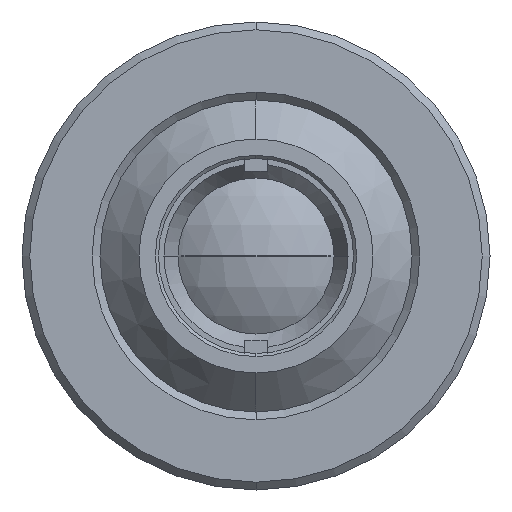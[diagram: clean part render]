
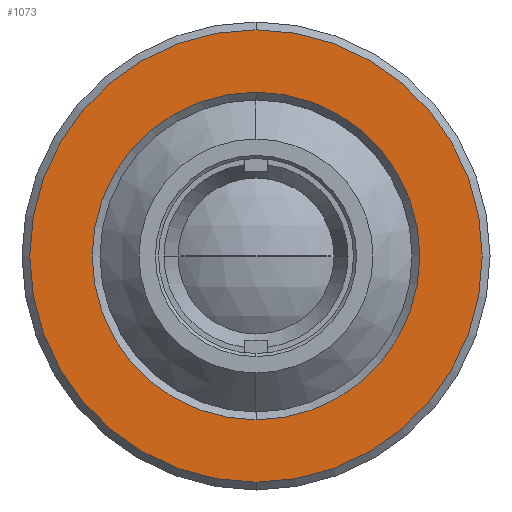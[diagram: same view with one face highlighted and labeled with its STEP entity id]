
A CAD part, left-side view. The second image highlights one B-rep face of the part: STEP entity #1073.
In plain terms, the highlighted planar face has unit normal (-1, 0, 0).
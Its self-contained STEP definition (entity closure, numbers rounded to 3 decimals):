
#78 = CIRCLE ( 'NONE', #562, 10.5 ) ;
#145 = EDGE_LOOP ( 'NONE', ( #914, #151 ) ) ;
#151 = ORIENTED_EDGE ( 'NONE', *, *, #1425, .T. ) ;
#227 = DIRECTION ( 'NONE',  ( 1., 0., 0. ) ) ;
#278 = CARTESIAN_POINT ( 'NONE',  ( 36.321, 0., -14.5 ) ) ;
#311 = CIRCLE ( 'NONE', #1466, 10.5 ) ;
#333 = AXIS2_PLACEMENT_3D ( 'NONE', #1189, #601, #591 ) ;
#366 = DIRECTION ( 'NONE',  ( 0., 0., -1. ) ) ;
#383 = DIRECTION ( 'NONE',  ( 0., 0., -1. ) ) ;
#406 = ORIENTED_EDGE ( 'NONE', *, *, #856, .T. ) ;
#438 = CARTESIAN_POINT ( 'NONE',  ( 36.321, 0., 14.5 ) ) ;
#497 = DIRECTION ( 'NONE',  ( -1., 0., 0. ) ) ;
#520 = CARTESIAN_POINT ( 'NONE',  ( 36.321, 0., 0. ) ) ;
#562 = AXIS2_PLACEMENT_3D ( 'NONE', #1773, #1969, #366 ) ;
#574 = FACE_OUTER_BOUND ( 'NONE', #1152, .T. ) ;
#591 = DIRECTION ( 'NONE',  ( 0., 0., -1. ) ) ;
#601 = DIRECTION ( 'NONE',  ( 1., 0., 0. ) ) ;
#628 = VERTEX_POINT ( 'NONE', #438 ) ;
#856 = EDGE_CURVE ( 'NONE', #628, #1470, #1769, .T. ) ;
#900 = CARTESIAN_POINT ( 'NONE',  ( 36.321, 0., 10.5 ) ) ;
#914 = ORIENTED_EDGE ( 'NONE', *, *, #1025, .T. ) ;
#958 = CARTESIAN_POINT ( 'NONE',  ( 36.321, 0., 0. ) ) ;
#1025 = EDGE_CURVE ( 'NONE', #1115, #1850, #78, .T. ) ;
#1030 = PLANE ( 'NONE',  #333 ) ;
#1073 = ADVANCED_FACE ( 'NONE', ( #1997, #574 ), #1030, .F. ) ;
#1115 = VERTEX_POINT ( 'NONE', #900 ) ;
#1123 = DIRECTION ( 'NONE',  ( 0., 0., -1. ) ) ;
#1152 = EDGE_LOOP ( 'NONE', ( #1601, #406 ) ) ;
#1189 = CARTESIAN_POINT ( 'NONE',  ( 36.321, 11., 0. ) ) ;
#1204 = AXIS2_PLACEMENT_3D ( 'NONE', #1265, #1426, #1276 ) ;
#1232 = AXIS2_PLACEMENT_3D ( 'NONE', #958, #497, #1123 ) ;
#1265 = CARTESIAN_POINT ( 'NONE',  ( 36.321, 0., 0. ) ) ;
#1276 = DIRECTION ( 'NONE',  ( 0., 0., -1. ) ) ;
#1425 = EDGE_CURVE ( 'NONE', #1850, #1115, #311, .T. ) ;
#1426 = DIRECTION ( 'NONE',  ( -1., 0., 0. ) ) ;
#1466 = AXIS2_PLACEMENT_3D ( 'NONE', #520, #227, #383 ) ;
#1470 = VERTEX_POINT ( 'NONE', #278 ) ;
#1597 = CARTESIAN_POINT ( 'NONE',  ( 36.321, 0., -10.5 ) ) ;
#1601 = ORIENTED_EDGE ( 'NONE', *, *, #1649, .T. ) ;
#1649 = EDGE_CURVE ( 'NONE', #1470, #628, #1872, .T. ) ;
#1769 = CIRCLE ( 'NONE', #1232, 14.5 ) ;
#1773 = CARTESIAN_POINT ( 'NONE',  ( 36.321, 0., 0. ) ) ;
#1850 = VERTEX_POINT ( 'NONE', #1597 ) ;
#1872 = CIRCLE ( 'NONE', #1204, 14.5 ) ;
#1969 = DIRECTION ( 'NONE',  ( 1., 0., 0. ) ) ;
#1997 = FACE_BOUND ( 'NONE', #145, .T. ) ;
